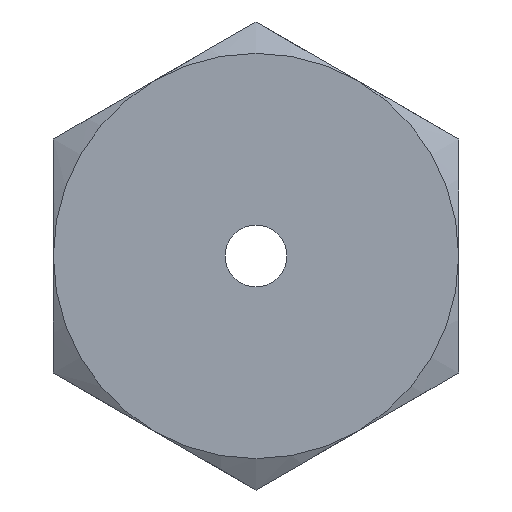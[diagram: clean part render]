
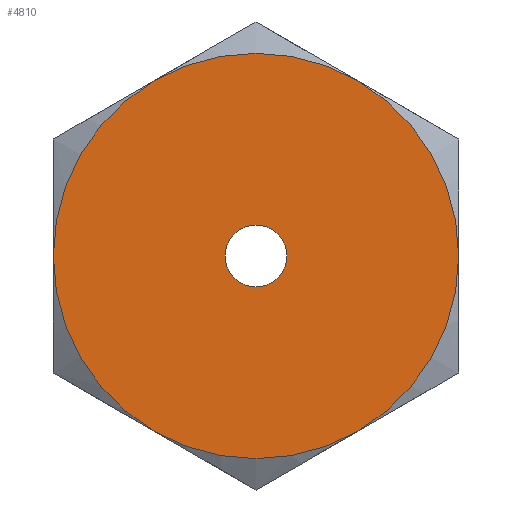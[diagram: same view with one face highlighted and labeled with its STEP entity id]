
A CAD part, left-side view. The second image highlights one B-rep face of the part: STEP entity #4810.
In plain terms, the highlighted planar face has unit normal (-1, 0, 0).
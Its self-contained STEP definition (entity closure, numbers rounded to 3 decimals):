
#2169=CARTESIAN_POINT('',(-2.8,1.75,
-3.031));
#2197=CARTESIAN_POINT('',(-2.8,3.5,
0.));
#2221=CARTESIAN_POINT('',(-2.8,1.75,3.031));
#2247=CARTESIAN_POINT('',(-2.8,-1.75,
3.031));
#2273=CARTESIAN_POINT('',(-2.8,-3.5,
0.));
#2299=CARTESIAN_POINT('',(-2.8,-1.75,
-3.031));
#2314=CARTESIAN_POINT('',(-2.8,0.,0.));
#2315=DIRECTION('',(-1.,0.,0.));
#2316=DIRECTION('',(0.,1.,0.));
#2317=AXIS2_PLACEMENT_3D('',#2314,#2315,#2316);
#2319=CARTESIAN_POINT('',(-2.8,0.,0.));
#2320=DIRECTION('',(-1.,0.,0.));
#2321=DIRECTION('',(0.,0.5,0.866));
#2322=AXIS2_PLACEMENT_3D('',#2319,#2320,#2321);
#2324=CARTESIAN_POINT('',(-2.8,0.,0.));
#2325=DIRECTION('',(-1.,0.,0.));
#2326=DIRECTION('',(0.,-0.5,0.866));
#2327=AXIS2_PLACEMENT_3D('',#2324,#2325,#2326);
#2329=CARTESIAN_POINT('',(-2.8,0.,0.));
#2330=DIRECTION('',(-1.,0.,0.));
#2331=DIRECTION('',(0.,-1.,0.));
#2332=AXIS2_PLACEMENT_3D('',#2329,#2330,#2331);
#2334=CARTESIAN_POINT('',(-2.8,0.,0.));
#2335=DIRECTION('',(-1.,0.,0.));
#2336=DIRECTION('',(0.,-0.5,-0.866));
#2337=AXIS2_PLACEMENT_3D('',#2334,#2335,#2336);
#2339=CARTESIAN_POINT('',(-2.8,0.,0.));
#2340=DIRECTION('',(-1.,0.,0.));
#2341=DIRECTION('',(0.,0.5,-0.866));
#2342=AXIS2_PLACEMENT_3D('',#2339,#2340,#2341);
#2344=CARTESIAN_POINT('',(-2.8,0.,0.));
#2345=DIRECTION('',(1.,0.,0.));
#2346=DIRECTION('',(0.,-1.,0.));
#2347=AXIS2_PLACEMENT_3D('',#2344,#2345,#2346);
#2349=CARTESIAN_POINT('',(-2.8,0.,0.));
#2350=DIRECTION('',(1.,0.,0.));
#2351=DIRECTION('',(0.,1.,0.));
#2352=AXIS2_PLACEMENT_3D('',#2349,#2350,#2351);
#2443=VERTEX_POINT('',#2169);
#2445=VERTEX_POINT('',#2197);
#2448=VERTEX_POINT('',#2221);
#2450=VERTEX_POINT('',#2247);
#2452=VERTEX_POINT('',#2273);
#2453=VERTEX_POINT('',#2299);
#2486=CARTESIAN_POINT('',(-2.8,-0.535,0.));
#2487=CARTESIAN_POINT('',(-2.8,0.535,0.));
#2488=VERTEX_POINT('',#2486);
#2489=VERTEX_POINT('',#2487);
#4788=CARTESIAN_POINT('',(-2.8,0.,0.));
#4789=DIRECTION('',(1.,0.,0.));
#4790=DIRECTION('',(0.,1.,0.));
#4791=AXIS2_PLACEMENT_3D('',#4788,#4789,#4790);
#4792=PLANE('',#4791);
#4793=ORIENTED_EDGE('',*,*,#4759,.F.);
#4795=ORIENTED_EDGE('',*,*,#4794,.F.);
#4797=ORIENTED_EDGE('',*,*,#4796,.F.);
#4799=ORIENTED_EDGE('',*,*,#4798,.F.);
#4800=ORIENTED_EDGE('',*,*,#4783,.F.);
#4801=ORIENTED_EDGE('',*,*,#4770,.F.);
#4802=EDGE_LOOP('',(#4793,#4795,#4797,#4799,#4800,#4801));
#4803=FACE_OUTER_BOUND('',#4802,.F.);
#4805=ORIENTED_EDGE('',*,*,#4804,.F.);
#4807=ORIENTED_EDGE('',*,*,#4806,.F.);
#4808=EDGE_LOOP('',(#4805,#4807));
#4809=FACE_BOUND('',#4808,.F.);
#2318=CIRCLE('',#2317,3.5);
#2323=CIRCLE('',#2322,3.5);
#2328=CIRCLE('',#2327,3.5);
#2333=CIRCLE('',#2332,3.5);
#2338=CIRCLE('',#2337,3.5);
#2343=CIRCLE('',#2342,3.5);
#2348=CIRCLE('',#2347,0.535);
#2353=CIRCLE('',#2352,0.535);
#4759=EDGE_CURVE('',#2445,#2443,#2318,.T.);
#4770=EDGE_CURVE('',#2443,#2453,#2343,.T.);
#4783=EDGE_CURVE('',#2453,#2452,#2338,.T.);
#4794=EDGE_CURVE('',#2448,#2445,#2323,.T.);
#4796=EDGE_CURVE('',#2450,#2448,#2328,.T.);
#4798=EDGE_CURVE('',#2452,#2450,#2333,.T.);
#4804=EDGE_CURVE('',#2488,#2489,#2348,.T.);
#4806=EDGE_CURVE('',#2489,#2488,#2353,.T.);
#4810=ADVANCED_FACE('',(#4803,#4809),#4792,.F.);
